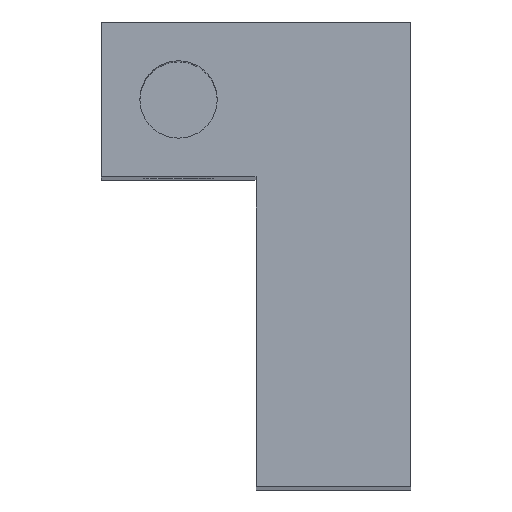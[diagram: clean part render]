
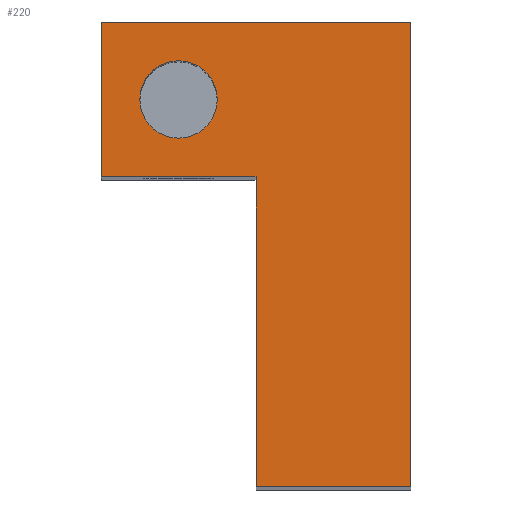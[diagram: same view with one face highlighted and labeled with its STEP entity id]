
A CAD part, top view. The second image highlights one B-rep face of the part: STEP entity #220.
In plain terms, the highlighted planar face has unit normal (0, 0, 1).
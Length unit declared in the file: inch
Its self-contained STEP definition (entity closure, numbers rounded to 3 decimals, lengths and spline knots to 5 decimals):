
#17=FACE_BOUND('',#56,.T.);
#27=PLANE('',#261);
#40=FACE_OUTER_BOUND('',#55,.T.);
#55=EDGE_LOOP('',(#192,#193,#194,#195,#196,#197));
#56=EDGE_LOOP('',(#198));
#64=LINE('',#352,#85);
#67=LINE('',#358,#88);
#70=LINE('',#364,#91);
#73=LINE('',#370,#94);
#76=LINE('',#376,#97);
#79=LINE('',#380,#100);
#85=VECTOR('',#294,0.3937);
#88=VECTOR('',#299,0.3937);
#91=VECTOR('',#304,0.3937);
#94=VECTOR('',#309,0.3937);
#97=VECTOR('',#314,0.3937);
#100=VECTOR('',#319,0.3937);
#101=CIRCLE('',#245,0.125);
#107=VERTEX_POINT('',#326);
#115=VERTEX_POINT('',#349);
#116=VERTEX_POINT('',#351);
#118=VERTEX_POINT('',#357);
#120=VERTEX_POINT('',#363);
#122=VERTEX_POINT('',#369);
#124=VERTEX_POINT('',#375);
#125=EDGE_CURVE('',#107,#107,#101,.T.);
#136=EDGE_CURVE('',#116,#115,#64,.T.);
#139=EDGE_CURVE('',#118,#116,#67,.T.);
#142=EDGE_CURVE('',#120,#118,#70,.T.);
#145=EDGE_CURVE('',#122,#120,#73,.T.);
#148=EDGE_CURVE('',#124,#122,#76,.T.);
#151=EDGE_CURVE('',#115,#124,#79,.T.);
#192=ORIENTED_EDGE('',*,*,#151,.T.);
#193=ORIENTED_EDGE('',*,*,#148,.T.);
#194=ORIENTED_EDGE('',*,*,#145,.T.);
#195=ORIENTED_EDGE('',*,*,#142,.T.);
#196=ORIENTED_EDGE('',*,*,#139,.T.);
#197=ORIENTED_EDGE('',*,*,#136,.T.);
#198=ORIENTED_EDGE('',*,*,#125,.T.);
#220=ADVANCED_FACE('',(#40,#17),#27,.T.);
#245=AXIS2_PLACEMENT_3D('',#327,#267,#268);
#261=AXIS2_PLACEMENT_3D('',#381,#320,#321);
#267=DIRECTION('center_axis',(0.,0.,-1.));
#268=DIRECTION('ref_axis',(-1.,0.,0.));
#294=DIRECTION('',(0.,-1.,0.));
#299=DIRECTION('',(-1.,0.,0.));
#304=DIRECTION('',(0.,1.,0.));
#309=DIRECTION('',(1.,0.,0.));
#314=DIRECTION('',(0.,-1.,0.));
#319=DIRECTION('',(1.,0.,0.));
#320=DIRECTION('center_axis',(0.,0.,1.));
#321=DIRECTION('ref_axis',(1.,0.,0.));
#326=CARTESIAN_POINT('',(0.29834,0.25,6.));
#327=CARTESIAN_POINT('Origin',(0.17334,0.25,6.));
#349=CARTESIAN_POINT('',(-0.07666,0.,6.));
#351=CARTESIAN_POINT('',(-0.07666,0.5,6.));
#352=CARTESIAN_POINT('',(-0.07666,0.5,6.));
#357=CARTESIAN_POINT('',(0.92334,0.5,6.));
#358=CARTESIAN_POINT('',(0.92334,0.5,6.));
#363=CARTESIAN_POINT('',(0.92334,-1.,6.));
#364=CARTESIAN_POINT('',(0.92334,-1.,6.));
#369=CARTESIAN_POINT('',(0.42334,-1.,6.));
#370=CARTESIAN_POINT('',(0.42334,-1.,6.));
#375=CARTESIAN_POINT('',(0.42334,0.,6.));
#376=CARTESIAN_POINT('',(0.42334,0.,6.));
#380=CARTESIAN_POINT('',(-0.07666,0.,6.));
#381=CARTESIAN_POINT('Origin',(0.42334,-0.25,6.));
